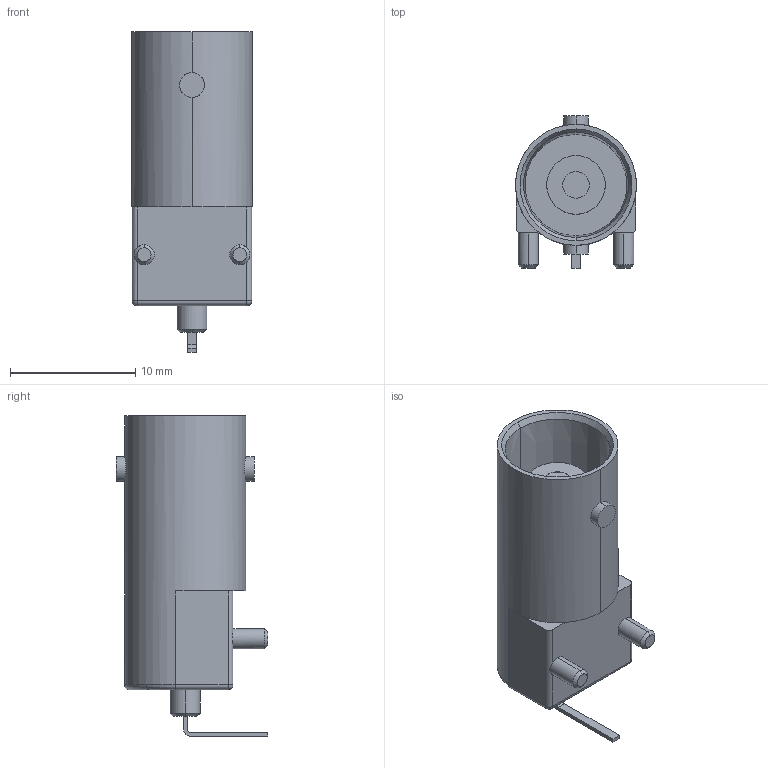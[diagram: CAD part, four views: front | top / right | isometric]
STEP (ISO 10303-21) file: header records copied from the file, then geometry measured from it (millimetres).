
FILE_DESCRIPTION(('STEP AP242'),'1');
FILE_NAME('5414373-1.stp','2022-04-10T09:54:26',('TraceParts'),('TraceParts S.A.'),'Spatial InterOp 3D',' ',' ');
FILE_SCHEMA(('AP242_MANAGED_MODEL_BASED_3D_ENGINEERING_MIM_LF {1 0 10303 442 1 1 4}'));
Length unit declared in the file: millimetre
Products named in the file (1): 5414373-1
Bounding box: 9.65 x 12.12 x 25.55 mm (x, y, z)
Volume: 1254 mm3; surface area: 1174.6 mm2
Topology: 1 solids, 1 shells, 65 faces, 149 edges, 91 vertices
Faces by surface type: plane 25, cylinder 24, cone 12, torus 2, sphere 2
Entity records: 1931 total; most frequent: CARTESIAN_POINT 406, DIRECTION 342, ORIENTED_EDGE 298, EDGE_CURVE 149, AXIS2_PLACEMENT_3D 135, VERTEX_POINT 91, LINE 72, VECTOR 72
